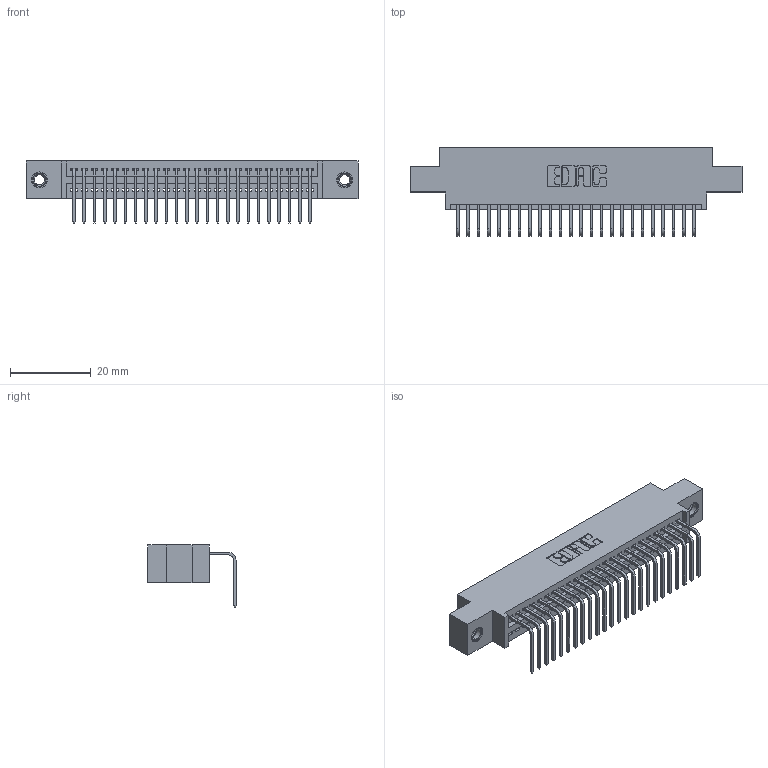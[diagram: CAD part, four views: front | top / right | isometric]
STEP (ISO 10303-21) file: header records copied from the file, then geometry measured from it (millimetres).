
FILE_DESCRIPTION (( 'STEP AP203' ), '1' );
FILE_NAME ('395-024-558-607.STEP', '2018-11-09T08:21:55', ( '' ), ( '' ), 'SwSTEP 2.0', 'SolidWorks 2016', '' );
FILE_SCHEMA (( 'CONFIG_CONTROL_DESIGN' ));
Length unit declared in the file: inch
Products named in the file (4): 395-024-558-607; 345-250-001_345-250-005-103; 345-292-001_558 Tail - 2; 345 Part_0.170 Offset - 0.156 Dia-TI
Assembly tree (27 placements, depth 2):
  395-024-558-607
    345 Part_0.170 Offset - 0.156 Dia-TI
    345-292-001_558 Tail - 2  x24
    345-250-001_345-250-005-103  x2
Bounding box: 82.17 x 21.83 x 15.37 mm (x, y, z)
Volume: 7610.1 mm3; surface area: 10497.5 mm2
Topology: 27 solids, 27 shells, 1630 faces, 4857 edges, 3198 vertices
Faces by surface type: plane 1124, cylinder 490, cone 12, torus 4
Entity records: 21888 total; most frequent: CARTESIAN_POINT 3775, ORIENTED_EDGE 3726, DIRECTION 3349, EDGE_CURVE 1863, LINE 1615, VECTOR 1615, VERTEX_POINT 1236, AXIS2_PLACEMENT_3D 867
